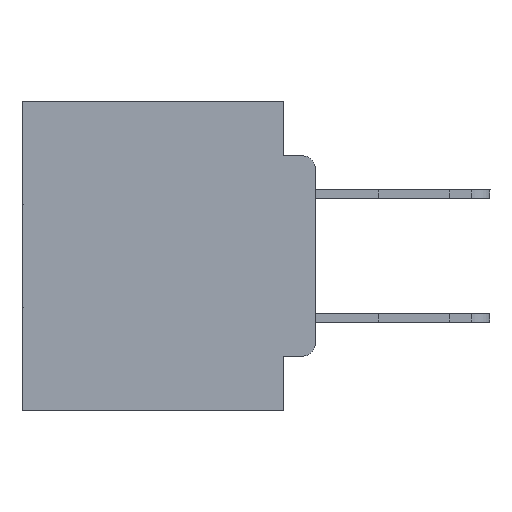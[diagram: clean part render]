
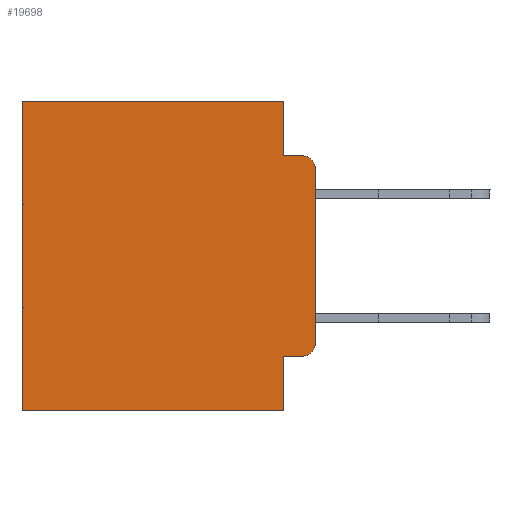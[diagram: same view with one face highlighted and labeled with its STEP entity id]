
A CAD part, left-side view. The second image highlights one B-rep face of the part: STEP entity #19698.
In plain terms, the highlighted planar face has unit normal (-1, 0, 0).
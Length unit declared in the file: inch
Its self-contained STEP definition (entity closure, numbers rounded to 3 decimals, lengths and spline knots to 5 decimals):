
#258 = DIRECTION ( 'NONE',  ( -1., 0., 0. ) ) ;
#685 = LINE ( 'NONE', #27598, #13275 ) ;
#1003 = EDGE_LOOP ( 'NONE', ( #12084, #6197, #5007, #24494, #29374, #16920, #27969, #18007, #5423, #16542 ) ) ;
#1490 = CARTESIAN_POINT ( 'NONE',  ( 0.298, 0., -0.1085 ) ) ;
#2509 = DIRECTION ( 'NONE',  ( 0., 0., -1. ) ) ;
#3227 = DIRECTION ( 'NONE',  ( 1., 0., 0. ) ) ;
#3650 = PLANE ( 'NONE',  #26693 ) ;
#3657 = EDGE_CURVE ( 'NONE', #27901, #8714, #27675, .T. ) ;
#3905 = DIRECTION ( 'NONE',  ( 0., 0., -1. ) ) ;
#4438 = LINE ( 'NONE', #26488, #13995 ) ;
#4624 = CARTESIAN_POINT ( 'NONE',  ( 0.298, 0.051, -0.5 ) ) ;
#5007 = ORIENTED_EDGE ( 'NONE', *, *, #25356, .F. ) ;
#5423 = ORIENTED_EDGE ( 'NONE', *, *, #23569, .T. ) ;
#5577 = CARTESIAN_POINT ( 'NONE',  ( 0.298, 0., 0. ) ) ;
#6046 = VECTOR ( 'NONE', #3905, 39.37008 ) ;
#6197 = ORIENTED_EDGE ( 'NONE', *, *, #24711, .T. ) ;
#6352 = VECTOR ( 'NONE', #28209, 39.37008 ) ;
#6764 = CARTESIAN_POINT ( 'NONE',  ( 0.298, 0., 0. ) ) ;
#7523 = CARTESIAN_POINT ( 'NONE',  ( 0.298, 0.473, 0. ) ) ;
#7657 = FACE_OUTER_BOUND ( 'NONE', #1003, .T. ) ;
#7933 = LINE ( 'NONE', #21393, #26723 ) ;
#8714 = VERTEX_POINT ( 'NONE', #4624 ) ;
#8866 = DIRECTION ( 'NONE',  ( 0., 0., -1. ) ) ;
#9489 = VERTEX_POINT ( 'NONE', #22230 ) ;
#10917 = DIRECTION ( 'NONE',  ( 0., 0., -1. ) ) ;
#11277 = VERTEX_POINT ( 'NONE', #18710 ) ;
#12084 = ORIENTED_EDGE ( 'NONE', *, *, #21055, .F. ) ;
#12337 = LINE ( 'NONE', #12413, #29212 ) ;
#12413 = CARTESIAN_POINT ( 'NONE',  ( 0.298, 0.051, -0.0885 ) ) ;
#12478 = LINE ( 'NONE', #25714, #6352 ) ;
#13275 = VECTOR ( 'NONE', #27496, 39.37008 ) ;
#13463 = DIRECTION ( 'NONE',  ( -1., 0., 0. ) ) ;
#13995 = VECTOR ( 'NONE', #14267, 39.37008 ) ;
#14267 = DIRECTION ( 'NONE',  ( 0., -1., 0. ) ) ;
#14288 = VERTEX_POINT ( 'NONE', #7523 ) ;
#14345 = CARTESIAN_POINT ( 'NONE',  ( 0.298, 0.473, -0.5 ) ) ;
#15060 = CIRCLE ( 'NONE', #20172, 0.02 ) ;
#15158 = EDGE_CURVE ( 'NONE', #9489, #11277, #30473, .T. ) ;
#15544 = DIRECTION ( 'NONE',  ( 0., 1., 0. ) ) ;
#15712 = VERTEX_POINT ( 'NONE', #18509 ) ;
#15807 = CARTESIAN_POINT ( 'NONE',  ( 0.298, 0.051, 0. ) ) ;
#16103 = VERTEX_POINT ( 'NONE', #27098 ) ;
#16229 = CARTESIAN_POINT ( 'NONE',  ( 0.298, 0.02, -0.3915 ) ) ;
#16542 = ORIENTED_EDGE ( 'NONE', *, *, #15158, .T. ) ;
#16920 = ORIENTED_EDGE ( 'NONE', *, *, #22500, .T. ) ;
#17879 = LINE ( 'NONE', #6764, #6046 ) ;
#18007 = ORIENTED_EDGE ( 'NONE', *, *, #3657, .F. ) ;
#18313 = VERTEX_POINT ( 'NONE', #1490 ) ;
#18509 = CARTESIAN_POINT ( 'NONE',  ( 0.298, 0.051, 0. ) ) ;
#18654 = LINE ( 'NONE', #23139, #28273 ) ;
#18710 = CARTESIAN_POINT ( 'NONE',  ( 0.298, 0., -0.3915 ) ) ;
#19698 = ADVANCED_FACE ( 'NONE', ( #7657 ), #3650, .F. ) ;
#20172 = AXIS2_PLACEMENT_3D ( 'NONE', #31608, #258, #2509 ) ;
#20927 = EDGE_CURVE ( 'NONE', #15712, #14288, #18654, .T. ) ;
#21055 = EDGE_CURVE ( 'NONE', #18313, #11277, #17879, .T. ) ;
#21393 = CARTESIAN_POINT ( 'NONE',  ( 0.298, 0.051, 0. ) ) ;
#21521 = VECTOR ( 'NONE', #8866, 39.37008 ) ;
#22057 = EDGE_CURVE ( 'NONE', #15712, #16103, #7933, .T. ) ;
#22218 = VERTEX_POINT ( 'NONE', #14345 ) ;
#22230 = CARTESIAN_POINT ( 'NONE',  ( 0.298, 0.02, -0.4115 ) ) ;
#22500 = EDGE_CURVE ( 'NONE', #14288, #22218, #685, .T. ) ;
#22674 = DIRECTION ( 'NONE',  ( 0., 0., -1. ) ) ;
#23139 = CARTESIAN_POINT ( 'NONE',  ( 0.298, 0., 0. ) ) ;
#23377 = EDGE_CURVE ( 'NONE', #8714, #22218, #12478, .T. ) ;
#23569 = EDGE_CURVE ( 'NONE', #27901, #9489, #4438, .T. ) ;
#24494 = ORIENTED_EDGE ( 'NONE', *, *, #22057, .F. ) ;
#24711 = EDGE_CURVE ( 'NONE', #18313, #28847, #15060, .T. ) ;
#24844 = DIRECTION ( 'NONE',  ( 0., -1., 0. ) ) ;
#25356 = EDGE_CURVE ( 'NONE', #16103, #28847, #12337, .T. ) ;
#25475 = CARTESIAN_POINT ( 'NONE',  ( 0.298, 0.051, -0.4115 ) ) ;
#25714 = CARTESIAN_POINT ( 'NONE',  ( 0.298, 0., -0.5 ) ) ;
#26488 = CARTESIAN_POINT ( 'NONE',  ( 0.298, 0.051, -0.4115 ) ) ;
#26693 = AXIS2_PLACEMENT_3D ( 'NONE', #5577, #3227, #22674 ) ;
#26723 = VECTOR ( 'NONE', #28719, 39.37008 ) ;
#26744 = CARTESIAN_POINT ( 'NONE',  ( 0.298, 0.02, -0.0885 ) ) ;
#27098 = CARTESIAN_POINT ( 'NONE',  ( 0.298, 0.051, -0.0885 ) ) ;
#27496 = DIRECTION ( 'NONE',  ( 0., 0., -1. ) ) ;
#27598 = CARTESIAN_POINT ( 'NONE',  ( 0.298, 0.473, 0. ) ) ;
#27675 = LINE ( 'NONE', #15807, #21521 ) ;
#27901 = VERTEX_POINT ( 'NONE', #25475 ) ;
#27969 = ORIENTED_EDGE ( 'NONE', *, *, #23377, .F. ) ;
#28209 = DIRECTION ( 'NONE',  ( 0., 1., 0. ) ) ;
#28273 = VECTOR ( 'NONE', #15544, 39.37008 ) ;
#28719 = DIRECTION ( 'NONE',  ( 0., 0., -1. ) ) ;
#28847 = VERTEX_POINT ( 'NONE', #26744 ) ;
#29212 = VECTOR ( 'NONE', #24844, 39.37008 ) ;
#29374 = ORIENTED_EDGE ( 'NONE', *, *, #20927, .T. ) ;
#30473 = CIRCLE ( 'NONE', #31498, 0.02 ) ;
#31498 = AXIS2_PLACEMENT_3D ( 'NONE', #16229, #13463, #10917 ) ;
#31608 = CARTESIAN_POINT ( 'NONE',  ( 0.298, 0.02, -0.1085 ) ) ;
